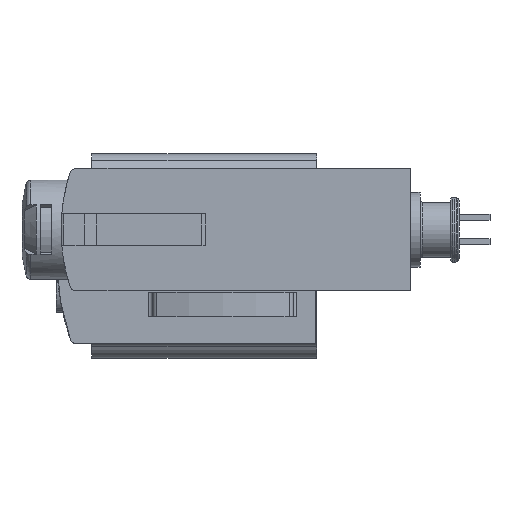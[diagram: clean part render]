
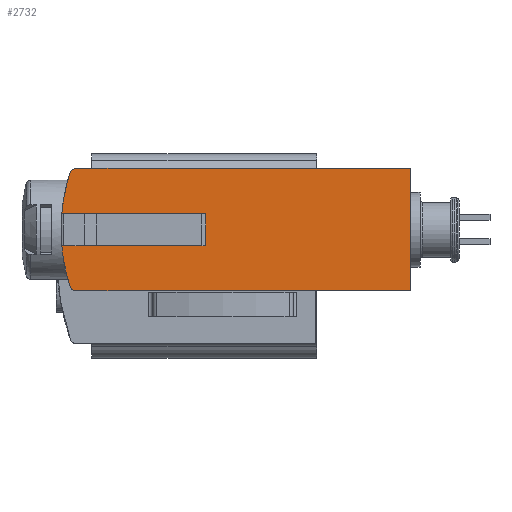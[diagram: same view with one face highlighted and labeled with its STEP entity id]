
A CAD part, left-side view. The second image highlights one B-rep face of the part: STEP entity #2732.
In plain terms, the highlighted planar face has unit normal (-1, 0, 0).
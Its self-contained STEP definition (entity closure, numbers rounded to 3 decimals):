
#34=PLANE('',#2966);
#202=LINE('',#4421,#436);
#211=LINE('',#4439,#445);
#212=LINE('',#4442,#446);
#213=LINE('',#4445,#447);
#214=LINE('',#4447,#448);
#215=LINE('',#4449,#449);
#436=VECTOR('',#3406,1000.);
#445=VECTOR('',#3417,1000.);
#446=VECTOR('',#3418,1000.);
#447=VECTOR('',#3421,1000.);
#448=VECTOR('',#3422,1000.);
#449=VECTOR('',#3425,1000.);
#644=CIRCLE('',#2941,15.);
#647=CIRCLE('',#2944,15.);
#658=CIRCLE('',#2967,0.5);
#659=CIRCLE('',#2968,0.5);
#898=ORIENTED_EDGE('',*,*,#1683,.T.);
#899=ORIENTED_EDGE('',*,*,#1684,.T.);
#900=ORIENTED_EDGE('',*,*,#1618,.F.);
#901=ORIENTED_EDGE('',*,*,#1685,.F.);
#902=ORIENTED_EDGE('',*,*,#1686,.T.);
#903=ORIENTED_EDGE('',*,*,#1687,.T.);
#904=ORIENTED_EDGE('',*,*,#1674,.F.);
#905=ORIENTED_EDGE('',*,*,#1688,.F.);
#906=ORIENTED_EDGE('',*,*,#1621,.F.);
#907=ORIENTED_EDGE('',*,*,#1689,.F.);
#1618=EDGE_CURVE('',#2014,#2015,#644,.T.);
#1621=EDGE_CURVE('',#2017,#2018,#647,.T.);
#1674=EDGE_CURVE('',#2061,#2062,#202,.T.);
#1683=EDGE_CURVE('',#2070,#2071,#211,.T.);
#1684=EDGE_CURVE('',#2071,#2015,#212,.T.);
#1685=EDGE_CURVE('',#2072,#2014,#658,.T.);
#1686=EDGE_CURVE('',#2072,#2073,#213,.T.);
#1687=EDGE_CURVE('',#2073,#2062,#214,.T.);
#1688=EDGE_CURVE('',#2018,#2061,#659,.T.);
#1689=EDGE_CURVE('',#2070,#2017,#215,.T.);
#2014=VERTEX_POINT('',#4302);
#2015=VERTEX_POINT('',#4303);
#2017=VERTEX_POINT('',#4307);
#2018=VERTEX_POINT('',#4309);
#2061=VERTEX_POINT('',#4420);
#2062=VERTEX_POINT('',#4422);
#2070=VERTEX_POINT('',#4440);
#2071=VERTEX_POINT('',#4441);
#2072=VERTEX_POINT('',#4444);
#2073=VERTEX_POINT('',#4446);
#2259=EDGE_LOOP('',(#898,#899,#900,#901,#902,#903,#904,#905,#906,#907));
#2473=FACE_BOUND('',#2259,.T.);
#2732=ADVANCED_FACE('',(#2473),#34,.F.);
#2941=AXIS2_PLACEMENT_3D('',#4301,#3317,#3318);
#2944=AXIS2_PLACEMENT_3D('',#4308,#3323,#3324);
#2966=AXIS2_PLACEMENT_3D('',#4438,#3415,#3416);
#2967=AXIS2_PLACEMENT_3D('',#4443,#3419,#3420);
#2968=AXIS2_PLACEMENT_3D('',#4448,#3423,#3424);
#3317=DIRECTION('',(1.,0.,0.));
#3318=DIRECTION('',(0.,0.,-1.));
#3323=DIRECTION('',(1.,0.,0.));
#3324=DIRECTION('',(0.,0.,-1.));
#3406=DIRECTION('',(0.,-1.,0.));
#3415=DIRECTION('',(1.,0.,0.));
#3416=DIRECTION('',(0.,0.,-1.));
#3417=DIRECTION('',(0.,0.,-1.));
#3418=DIRECTION('',(0.,1.,0.));
#3419=DIRECTION('',(1.,0.,0.));
#3420=DIRECTION('',(0.,0.,-1.));
#3421=DIRECTION('',(0.,-1.,0.));
#3422=DIRECTION('',(0.,0.,1.));
#3423=DIRECTION('',(1.,0.,0.));
#3424=DIRECTION('',(0.,0.,-1.));
#3425=DIRECTION('',(0.,1.,0.));
#4301=CARTESIAN_POINT('',(-102.4,5.85,0.));
#4302=CARTESIAN_POINT('',(-102.4,20.109,-4.655));
#4303=CARTESIAN_POINT('',(-102.4,20.794,-1.3));
#4307=CARTESIAN_POINT('',(-102.4,20.794,1.3));
#4308=CARTESIAN_POINT('',(-102.4,5.85,0.));
#4309=CARTESIAN_POINT('',(-102.4,20.109,4.655));
#4420=CARTESIAN_POINT('',(-102.4,19.634,5.));
#4421=CARTESIAN_POINT('',(-102.4,23.,5.));
#4422=CARTESIAN_POINT('',(-102.4,-7.65,5.));
#4438=CARTESIAN_POINT('',(-102.4,23.,-5.));
#4439=CARTESIAN_POINT('',(-102.4,9.05,1.3));
#4440=CARTESIAN_POINT('',(-102.4,9.05,1.3));
#4441=CARTESIAN_POINT('',(-102.4,9.05,-1.3));
#4442=CARTESIAN_POINT('',(-102.4,9.05,-1.3));
#4443=CARTESIAN_POINT('',(-102.4,19.634,-4.5));
#4444=CARTESIAN_POINT('',(-102.4,19.634,-5.));
#4445=CARTESIAN_POINT('',(-102.4,23.,-5.));
#4446=CARTESIAN_POINT('',(-102.4,-7.65,-5.));
#4447=CARTESIAN_POINT('',(-102.4,-7.65,-47.17));
#4448=CARTESIAN_POINT('',(-102.4,19.634,4.5));
#4449=CARTESIAN_POINT('',(-102.4,9.05,1.3));
